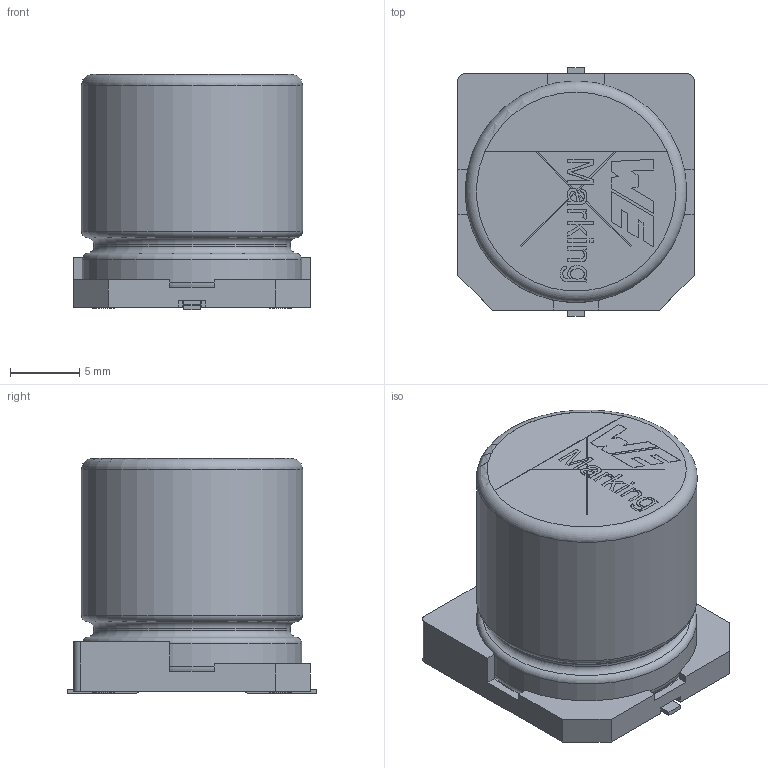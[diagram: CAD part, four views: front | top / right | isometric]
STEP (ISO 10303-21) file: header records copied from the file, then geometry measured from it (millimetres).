
FILE_DESCRIPTION( ( 'Unknown' ), '1' );
FILE_NAME( '16x17x6.6.stp', 'Unknown', ( 'Unknown' ), ( 'Unknown' ), 'PSStep 21.0.46', 'Unknown', ' ' );
FILE_SCHEMA( ( 'AUTOMOTIVE_DESIGN { 1 0 10303 214 1 1 1 1 }' ) );
Length unit declared in the file: millimetre
Products named in the file (3): Assem1; Base_Φ16Capacitor; capicitor_16x17x6.6
Assembly tree (2 placements, depth 2):
  Assem1
    Base_Φ16Capacitor
    capicitor_16x17x6.6
Bounding box: 17.1 x 18 x 17 mm (x, y, z)
Volume: 3498.4 mm3; surface area: 2104.9 mm2
Topology: 2 solids, 2 shells, 252 faces, 660 edges, 438 vertices
Faces by surface type: plane 195, cylinder 34, extrusion 16, torus 7
Full cylindrical faces by diameter (mm): 1.25 x2, 1.587 x4, 2 x1, 2.32 x1, 3.92 x1, 4.24 x1, 5.84 x1, 6.16 x1, 9.68 x1, 10 x1, 11.2 x1, 14.24 x1, 15.9 x1, 16 x2
Entity records: 10198 total; most frequent: CARTESIAN_POINT 2272, ORIENTED_EDGE 1248, DIRECTION 1059, EDGE_CURVE 624, VERTEX_POINT 429, VECTOR 409, LINE 393, AXIS2_PLACEMENT_3D 325
